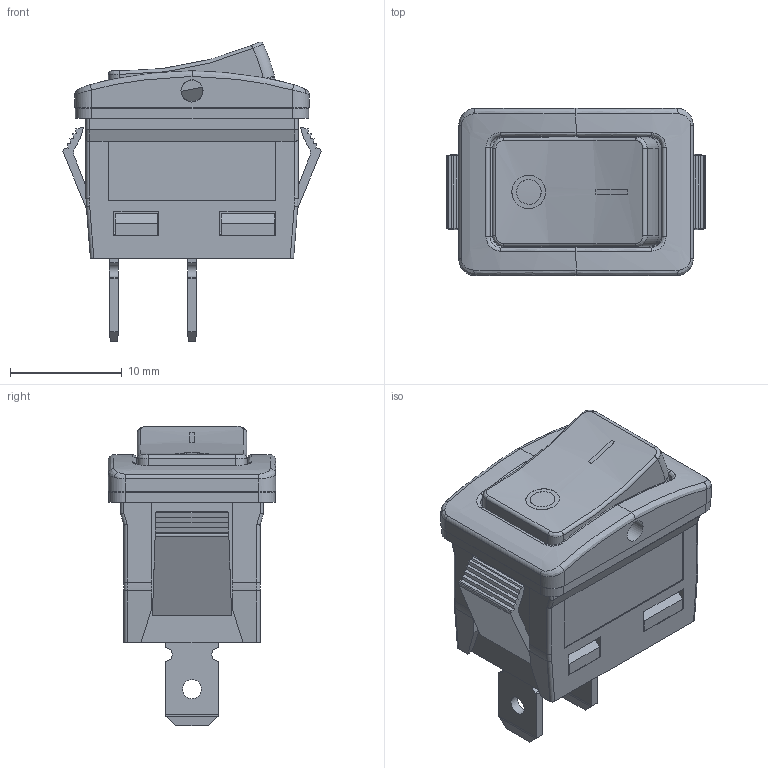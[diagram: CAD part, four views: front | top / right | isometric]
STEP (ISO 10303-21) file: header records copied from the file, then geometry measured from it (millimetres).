
FILE_DESCRIPTION(/* description */ (''),/* implementation_level */ '2;1');
FILE_NAME(/* name */ 'RCA1913F1ABLKBLKWHT3.stp',/* time_stamp */ '2025-10-21T17:55:05-05:00',/* author */ ('jmeyers'),/* organization */ (''),/* preprocessor_version */ 'ST-DEVELOPER v18.1',/* originating_system */ 'Autodesk Inventor 2022',/* authorisation */ '');
FILE_SCHEMA (('AUTOMOTIVE_DESIGN { 1 0 10303 214 3 1 1 }'));
Length unit declared in the file: inch
Products named in the file (1): Part2
Bounding box: 23.13 x 15 x 26.88 mm (x, y, z)
Volume: 2194.8 mm3; surface area: 4169.8 mm2
Topology: 1 solids, 1 shells, 664 faces, 1841 edges, 1186 vertices
Faces by surface type: plane 413, cylinder 148, bspline 77, torus 26
Full cylindrical faces by diameter (mm): 1.7 x2, 2 x2, 2.2 x1, 3 x3
Entity records: 23653 total; most frequent: CARTESIAN_POINT 6659, ORIENTED_EDGE 3682, DIRECTION 3345, EDGE_CURVE 1841, LINE 1343, VECTOR 1343, VERTEX_POINT 1186, AXIS2_PLACEMENT_3D 1001
